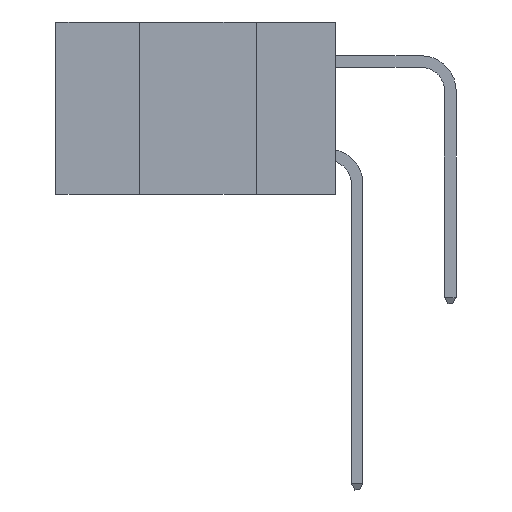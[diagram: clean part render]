
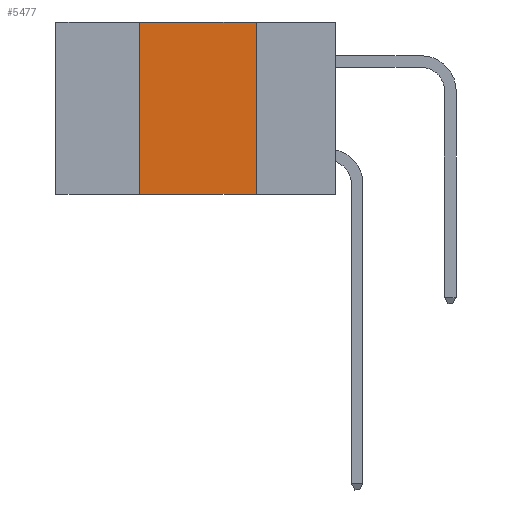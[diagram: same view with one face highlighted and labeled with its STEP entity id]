
A CAD part, left-side view. The second image highlights one B-rep face of the part: STEP entity #5477.
In plain terms, the highlighted planar face has unit normal (-1, 0, 0).
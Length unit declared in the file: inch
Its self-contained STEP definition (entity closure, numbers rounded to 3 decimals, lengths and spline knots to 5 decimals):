
#455 = VERTEX_POINT ( 'NONE', #3219 ) ;
#625 = ORIENTED_EDGE ( 'NONE', *, *, #12871, .F. ) ;
#1419 = CARTESIAN_POINT ( 'NONE',  ( 0., 0.42, 0. ) ) ;
#1542 = ORIENTED_EDGE ( 'NONE', *, *, #7065, .T. ) ;
#2131 = VERTEX_POINT ( 'NONE', #6932 ) ;
#2866 = CARTESIAN_POINT ( 'NONE',  ( 0., 0.6, 0. ) ) ;
#3219 = CARTESIAN_POINT ( 'NONE',  ( 0., 0.17, 0. ) ) ;
#3265 = PLANE ( 'NONE',  #9543 ) ;
#4323 = CARTESIAN_POINT ( 'NONE',  ( 0., 0.42, -0.37 ) ) ;
#5049 = LINE ( 'NONE', #1419, #11038 ) ;
#5309 = VERTEX_POINT ( 'NONE', #8681 ) ;
#5477 = ADVANCED_FACE ( 'NONE', ( #12499 ), #3265, .F. ) ;
#5681 = VECTOR ( 'NONE', #7488, 39.37008 ) ;
#6498 = EDGE_CURVE ( 'NONE', #7238, #2131, #5049, .T. ) ;
#6691 = DIRECTION ( 'NONE',  ( 1., 0., 0. ) ) ;
#6932 = CARTESIAN_POINT ( 'NONE',  ( 0., 0.42, 0. ) ) ;
#7065 = EDGE_CURVE ( 'NONE', #7238, #5309, #7426, .T. ) ;
#7238 = VERTEX_POINT ( 'NONE', #4323 ) ;
#7426 = LINE ( 'NONE', #12027, #11005 ) ;
#7488 = DIRECTION ( 'NONE',  ( 0., -1., 0. ) ) ;
#7503 = DIRECTION ( 'NONE',  ( 0., -1., 0. ) ) ;
#7743 = DIRECTION ( 'NONE',  ( 0., 0., -1. ) ) ;
#8681 = CARTESIAN_POINT ( 'NONE',  ( 0., 0.17, -0.37 ) ) ;
#9102 = DIRECTION ( 'NONE',  ( 0., 0., -1. ) ) ;
#9107 = EDGE_CURVE ( 'NONE', #2131, #455, #9958, .T. ) ;
#9123 = EDGE_LOOP ( 'NONE', ( #625, #9842, #11607, #1542 ) ) ;
#9169 = VECTOR ( 'NONE', #9102, 39.37008 ) ;
#9543 = AXIS2_PLACEMENT_3D ( 'NONE', #13706, #6691, #7743 ) ;
#9842 = ORIENTED_EDGE ( 'NONE', *, *, #9107, .F. ) ;
#9958 = LINE ( 'NONE', #2866, #5681 ) ;
#10185 = CARTESIAN_POINT ( 'NONE',  ( 0., 0.17, 0. ) ) ;
#10633 = DIRECTION ( 'NONE',  ( 0., 0., 1. ) ) ;
#11005 = VECTOR ( 'NONE', #7503, 39.37008 ) ;
#11038 = VECTOR ( 'NONE', #10633, 39.37008 ) ;
#11319 = LINE ( 'NONE', #10185, #9169 ) ;
#11607 = ORIENTED_EDGE ( 'NONE', *, *, #6498, .F. ) ;
#12027 = CARTESIAN_POINT ( 'NONE',  ( 0., 0.6, -0.37 ) ) ;
#12499 = FACE_OUTER_BOUND ( 'NONE', #9123, .T. ) ;
#12871 = EDGE_CURVE ( 'NONE', #455, #5309, #11319, .T. ) ;
#13706 = CARTESIAN_POINT ( 'NONE',  ( 0., 0.6, 0. ) ) ;
